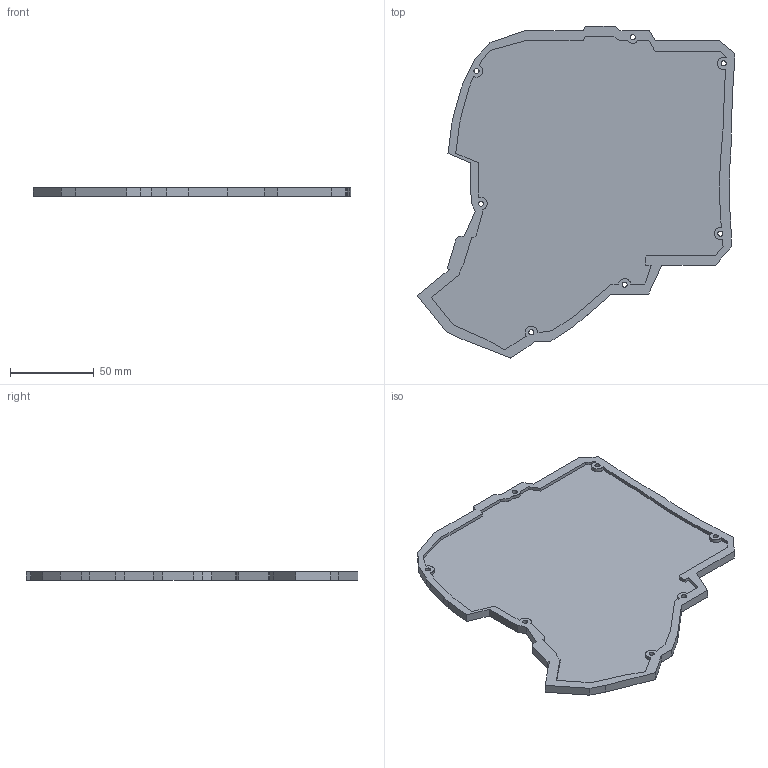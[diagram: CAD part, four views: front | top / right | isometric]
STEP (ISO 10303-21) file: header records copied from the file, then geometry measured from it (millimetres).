
FILE_DESCRIPTION(('Open CASCADE Model'),'2;1');
FILE_NAME('Open CASCADE Shape Model','2022-09-22T22:09:28',('Author'),( 'Open CASCADE'),'Open CASCADE STEP processor 7.5','Open CASCADE 7.5' ,'Unknown');
FILE_SCHEMA(('AUTOMOTIVE_DESIGN { 1 0 10303 214 1 1 1 1 }'));
Length unit declared in the file: millimetre
Products named in the file (1): Open CASCADE STEP translator 7.5 2
Bounding box: 189.3 x 197.79 x 5 mm (x, y, z)
Volume: 87251.6 mm3; surface area: 58518.7 mm2
Topology: 1 solids, 1 shells, 145 faces, 405 edges, 270 vertices
Faces by surface type: plane 124, cylinder 21
Full cylindrical faces by diameter (mm): 3.05 x7, 4 x7
Entity records: 9925 total; most frequent: CARTESIAN_POINT 1673, DIRECTION 1542, LINE 1131, VECTOR 1131, ORIENTED_EDGE 810, PCURVE 810, DEFINITIONAL_REPRESENTATION 810, EDGE_CURVE 405
